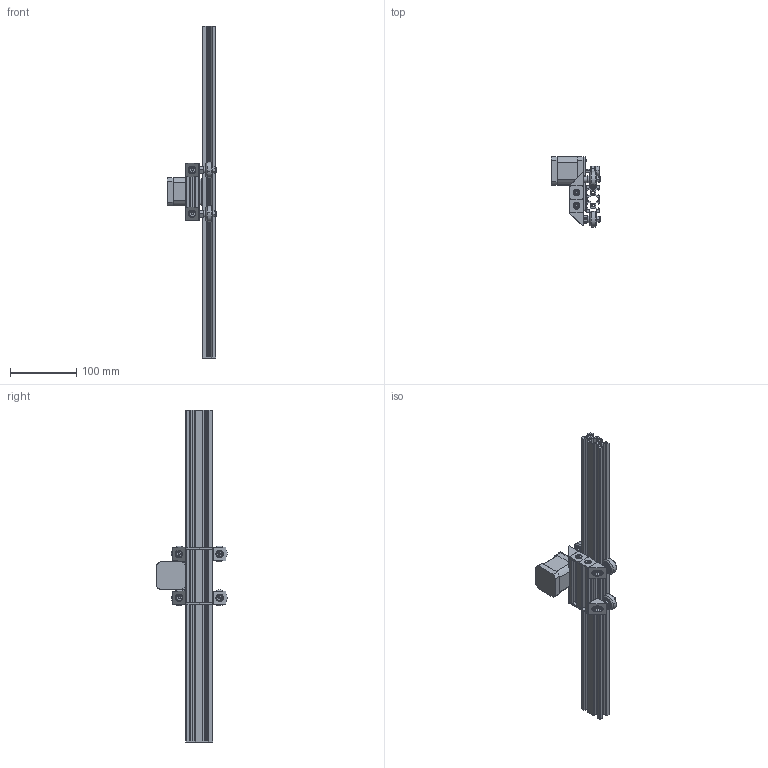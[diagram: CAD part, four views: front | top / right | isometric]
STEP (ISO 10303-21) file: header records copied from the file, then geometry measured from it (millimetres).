
FILE_DESCRIPTION (( 'STEP AP203' ), '1' );
FILE_NAME ('Mini V Slot Belt and Pinion Actuator 500mm.step', '2015-08-20T16:43:24', ( '' ), ( '' ), 'SwSTEP 2.0', 'SolidWorks 2014', '' );
FILE_SCHEMA (( 'CONFIG_CONTROL_DESIGN' ));
Length unit declared in the file: millimetre
Products named in the file (23): Button Head Socket Cap Screw M3_M3 x 6; GT2 Belt 530mm; Ball Bearing 5 x 16 x 5; Low Profile Screw M5_M5 x 30; Mini V Slot Belt and Pinion Actuator 500mm; Precision Shim 10 x 5 x 1; V-Slot 20x40x500 Linear Rail; Nylon Insert Lock Nut M5; Motor Mount Plate Nema 17; Solid V Wheel assy_Straight; Black Angle Corner Connector; Double Tee Nut; GT2 Timing Pulley 20 Tooth; V-Slot 20x40x80 Linear Rail; Low Profile Screw M5_M5 x 8; Aluminum Spacer .25in; End Cap; Tee Nut; Aluminum Spacer .125in; Nema 17 Stepper Motor; Low Profile Screw M5_M5 x 6; Eccentric Spacer 0.25in; Solid V Wheel
Assembly tree (59 placements, depth 3):
  Mini V Slot Belt and Pinion Actuator 500mm
    Double Tee Nut  x2
    Low Profile Screw M5_M5 x 8  x8
    Tee Nut  x6
    Low Profile Screw M5_M5 x 6  x4
    Button Head Socket Cap Screw M3_M3 x 6  x4
    Low Profile Screw M5_M5 x 30  x4
    V-Slot 20x40x500 Linear Rail
    Motor Mount Plate Nema 17
    Black Angle Corner Connector  x4
    V-Slot 20x40x80 Linear Rail
    End Cap  x4
    Nema 17 Stepper Motor
    Solid V Wheel assy_Straight  x4
      Solid V Wheel
      Ball Bearing 5 x 16 x 5
      Precision Shim 10 x 5 x 1
      Nylon Insert Lock Nut M5
    GT2 Timing Pulley 20 Tooth
    Aluminum Spacer .25in  x2
    Aluminum Spacer .125in  x4
    Eccentric Spacer 0.25in  x2
    GT2 Belt 530mm
Bounding box: 74.5 x 105.75 x 500 mm (x, y, z)
Volume: 313925.1 mm3; surface area: 240437.5 mm2
Topology: 70 solids, 70 shells, 1550 faces, 3618 edges, 2320 vertices
Faces by surface type: plane 766, cylinder 504, cone 232, torus 40, sphere 8
Entity records: 23821 total; most frequent: CARTESIAN_POINT 4028, DIRECTION 3453, ORIENTED_EDGE 3326, EDGE_CURVE 1663, AXIS2_PLACEMENT_3D 1164, VECTOR 1125, LINE 1125, VERTEX_POINT 1085
